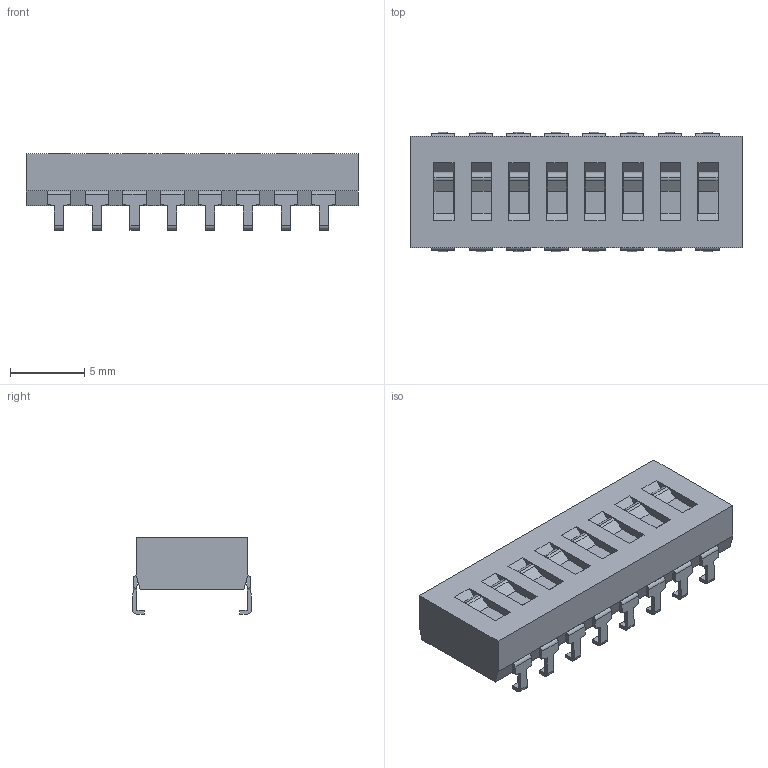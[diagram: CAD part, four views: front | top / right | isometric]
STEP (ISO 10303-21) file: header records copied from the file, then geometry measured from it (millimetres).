
FILE_DESCRIPTION(('STEP AP242'),'1');
FILE_NAME('3-1825059-8.stp','2020-11-13T22:21:11',('TraceParts'),('TraceParts S.A.'),'Spatial InterOp 3D',' ',' ');
FILE_SCHEMA(('AP242_MANAGED_MODEL_BASED_3D_ENGINEERING_MIM_LF {1 0 10303 442 1 1 4}'));
Length unit declared in the file: millimetre
Products named in the file (1): 3-1825059-8
Bounding box: 22.3 x 8 x 5.14 mm (x, y, z)
Volume: 573.7 mm3; surface area: 737.3 mm2
Topology: 1 solids, 1 shells, 352 faces, 986 edges, 652 vertices
Faces by surface type: plane 288, cylinder 64
Entity records: 11237 total; most frequent: CARTESIAN_POINT 1991, ORIENTED_EDGE 1972, DIRECTION 1820, EDGE_CURVE 986, LINE 858, VECTOR 858, VERTEX_POINT 652, AXIS2_PLACEMENT_3D 481
